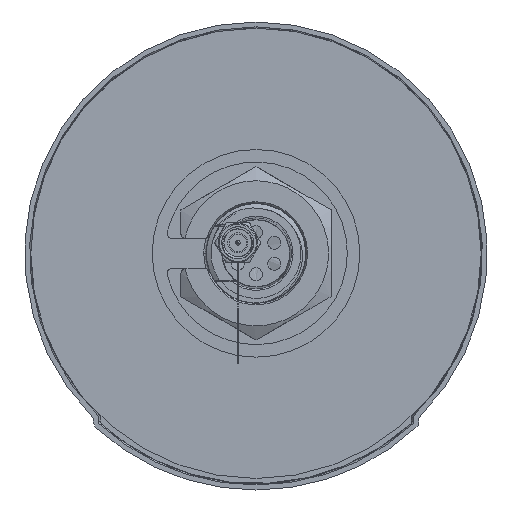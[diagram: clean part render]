
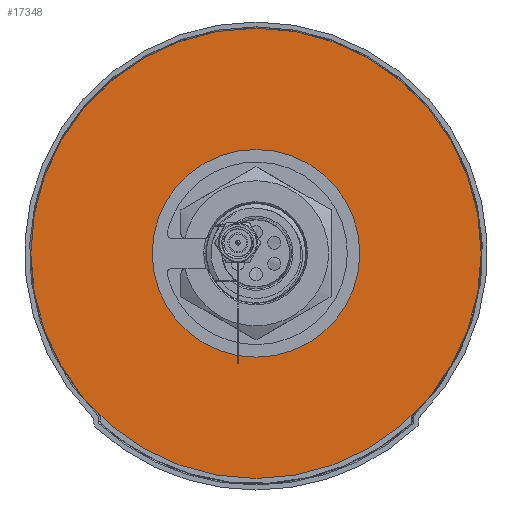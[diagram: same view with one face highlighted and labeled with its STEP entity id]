
A CAD part, front view. The second image highlights one B-rep face of the part: STEP entity #17348.
In plain terms, the highlighted planar face has unit normal (0, -1, 0).
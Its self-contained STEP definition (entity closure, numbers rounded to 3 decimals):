
#845 = DIRECTION ( 'NONE',  ( 0., 1., 0. ) ) ;
#1540 = DIRECTION ( 'NONE',  ( 0., 0., 1. ) ) ;
#2408 = AXIS2_PLACEMENT_3D ( 'NONE', #16203, #2669, #32895 ) ;
#2669 = DIRECTION ( 'NONE',  ( 0., 1., 0. ) ) ;
#3280 = CARTESIAN_POINT ( 'NONE',  ( 0., -2., 0. ) ) ;
#3465 = FACE_OUTER_BOUND ( 'NONE', #31263, .T. ) ;
#3548 = VERTEX_POINT ( 'NONE', #28077 ) ;
#4765 = FACE_BOUND ( 'NONE', #33902, .T. ) ;
#6090 = CARTESIAN_POINT ( 'NONE',  ( 0., -2., 0. ) ) ;
#6778 = CIRCLE ( 'NONE', #2408, 45. ) ;
#7123 = DIRECTION ( 'NONE',  ( 0., 1., 0. ) ) ;
#7348 = ORIENTED_EDGE ( 'NONE', *, *, #32403, .T. ) ;
#8752 = PLANE ( 'NONE',  #23659 ) ;
#9702 = CARTESIAN_POINT ( 'NONE',  ( 0., -2., 0. ) ) ;
#11584 = CIRCLE ( 'NONE', #20747, 45. ) ;
#13901 = CARTESIAN_POINT ( 'NONE',  ( 0., -2., 0. ) ) ;
#14131 = DIRECTION ( 'NONE',  ( 0., 1., 0. ) ) ;
#15547 = AXIS2_PLACEMENT_3D ( 'NONE', #13901, #14131, #22027 ) ;
#15740 = CIRCLE ( 'NONE', #15547, 20.75 ) ;
#16203 = CARTESIAN_POINT ( 'NONE',  ( 0., -2., 0. ) ) ;
#16811 = DIRECTION ( 'NONE',  ( 1., 0., 0. ) ) ;
#17348 = ADVANCED_FACE ( 'NONE', ( #3465, #4765 ), #8752, .F. ) ;
#17817 = EDGE_CURVE ( 'NONE', #28524, #28695, #6778, .T. ) ;
#17852 = CARTESIAN_POINT ( 'NONE',  ( 0., -2., 20.75 ) ) ;
#19057 = AXIS2_PLACEMENT_3D ( 'NONE', #9702, #7123, #1540 ) ;
#19471 = ORIENTED_EDGE ( 'NONE', *, *, #24851, .T. ) ;
#19488 = DIRECTION ( 'NONE',  ( 0., 0., 1. ) ) ;
#19742 = EDGE_CURVE ( 'NONE', #28695, #28524, #11584, .T. ) ;
#20747 = AXIS2_PLACEMENT_3D ( 'NONE', #6090, #845, #19488 ) ;
#22027 = DIRECTION ( 'NONE',  ( 0., 0., 1. ) ) ;
#22090 = CIRCLE ( 'NONE', #19057, 20.75 ) ;
#22450 = ORIENTED_EDGE ( 'NONE', *, *, #17817, .F. ) ;
#23391 = VERTEX_POINT ( 'NONE', #17852 ) ;
#23659 = AXIS2_PLACEMENT_3D ( 'NONE', #3280, #24780, #16811 ) ;
#23716 = ORIENTED_EDGE ( 'NONE', *, *, #19742, .F. ) ;
#24622 = CARTESIAN_POINT ( 'NONE',  ( 0., -2., -45. ) ) ;
#24780 = DIRECTION ( 'NONE',  ( 0., 1., 0. ) ) ;
#24851 = EDGE_CURVE ( 'NONE', #3548, #23391, #22090, .T. ) ;
#28077 = CARTESIAN_POINT ( 'NONE',  ( 0., -2., -20.75 ) ) ;
#28524 = VERTEX_POINT ( 'NONE', #31524 ) ;
#28695 = VERTEX_POINT ( 'NONE', #24622 ) ;
#31263 = EDGE_LOOP ( 'NONE', ( #23716, #22450 ) ) ;
#31524 = CARTESIAN_POINT ( 'NONE',  ( 0., -2., 45. ) ) ;
#32403 = EDGE_CURVE ( 'NONE', #23391, #3548, #15740, .T. ) ;
#32895 = DIRECTION ( 'NONE',  ( 0., 0., 1. ) ) ;
#33902 = EDGE_LOOP ( 'NONE', ( #19471, #7348 ) ) ;
